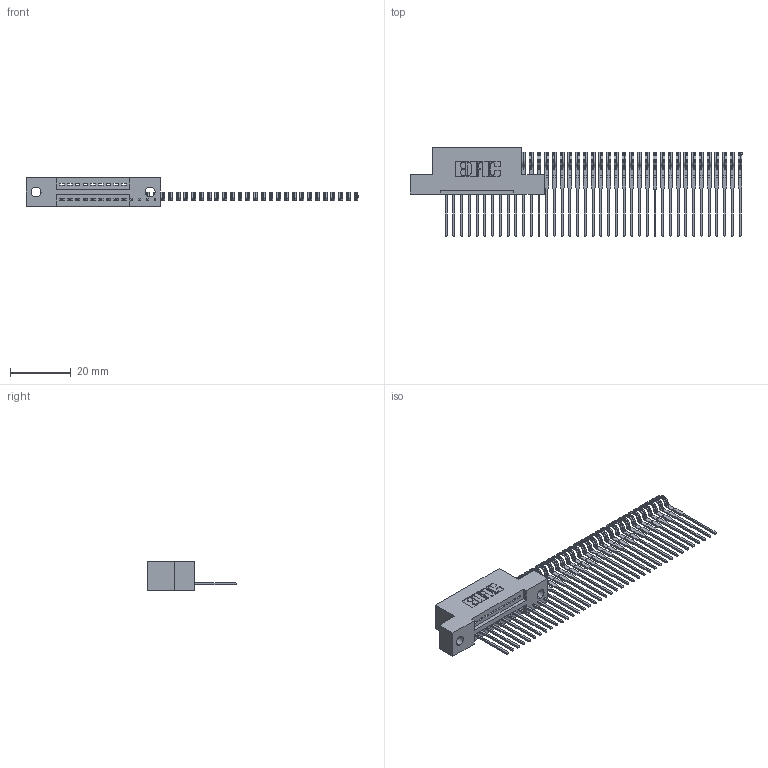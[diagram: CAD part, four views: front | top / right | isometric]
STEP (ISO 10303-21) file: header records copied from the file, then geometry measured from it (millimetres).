
FILE_DESCRIPTION (( 'STEP AP203' ), '1' );
FILE_NAME ('345-039-540-102.STEP', '2018-08-31T23:34:01', ( '' ), ( '' ), 'SwSTEP 2.0', 'SolidWorks 2016', '' );
FILE_SCHEMA (( 'CONFIG_CONTROL_DESIGN' ));
Length unit declared in the file: inch
Products named in the file (3): 345 Part_Flush Mounting Lugs - 0.128 Dia; 345-292-001_345-293-140; 345-039-540-102
Assembly tree (40 placements, depth 2):
  345-039-540-102
    345 Part_Flush Mounting Lugs - 0.128 Dia
    345-292-001_345-293-140  x39
Bounding box: 109.03 x 29.13 x 9.4 mm (x, y, z)
Volume: 4275.1 mm3; surface area: 7165.4 mm2
Topology: 40 solids, 40 shells, 1908 faces, 5585 edges, 3670 vertices
Faces by surface type: plane 1220, cylinder 688
Entity records: 12197 total; most frequent: CARTESIAN_POINT 1985, ORIENTED_EDGE 1898, DIRECTION 1815, EDGE_CURVE 949, VECTOR 781, LINE 781, VERTEX_POINT 630, AXIS2_PLACEMENT_3D 517
